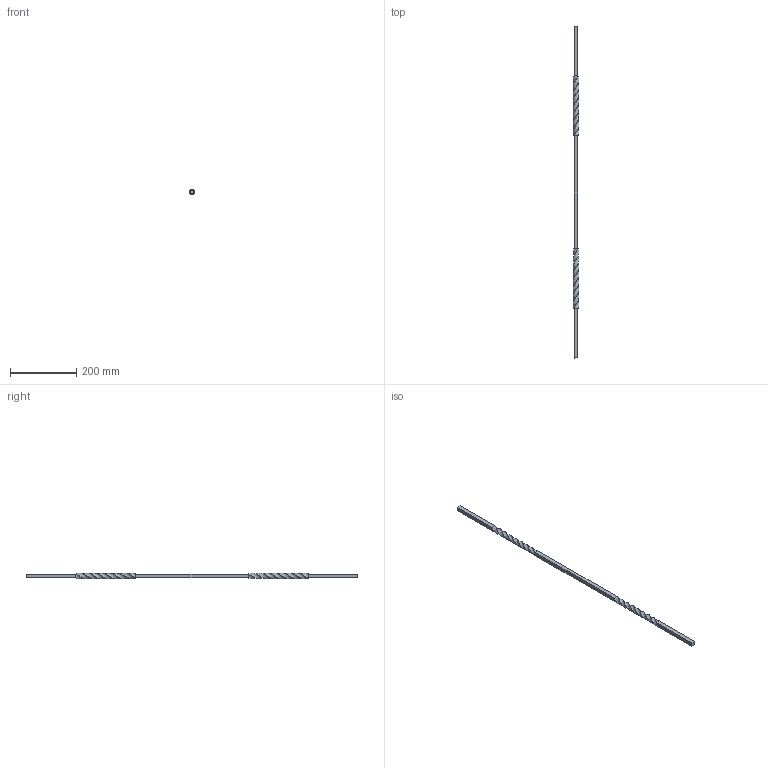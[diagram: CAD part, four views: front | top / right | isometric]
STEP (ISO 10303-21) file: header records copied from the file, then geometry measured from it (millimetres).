
FILE_DESCRIPTION (( 'STEP AP203' ), '1' );
FILE_NAME ('1101-98.step', '2023-05-12T11:40:20', ( '' ), ( '' ), 'SwSTEP 2.0', 'SolidWorks 2018', '' );
FILE_SCHEMA (( 'CONFIG_CONTROL_DESIGN' ));
Length unit declared in the file: millimetre
Products named in the file (1): 1101-98
Bounding box: 17.02 x 1000 x 17.02 mm (x, y, z)
Volume: 143897.8 mm3; surface area: 48773.8 mm2
Topology: 1 solids, 1 shells, 249 faces, 656 edges, 432 vertices
Faces by surface type: plane 138, bspline 111
Entity records: 13337 total; most frequent: CARTESIAN_POINT 7857, ORIENTED_EDGE 1312, DIRECTION 720, EDGE_CURVE 656, VECTOR 442, LINE 442, VERTEX_POINT 432, EDGE_LOOP 272
